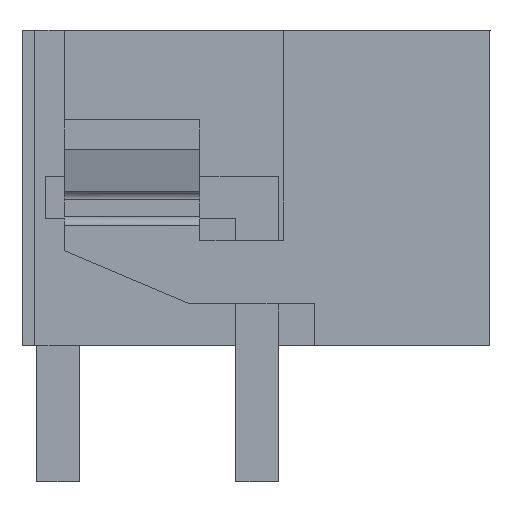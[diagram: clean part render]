
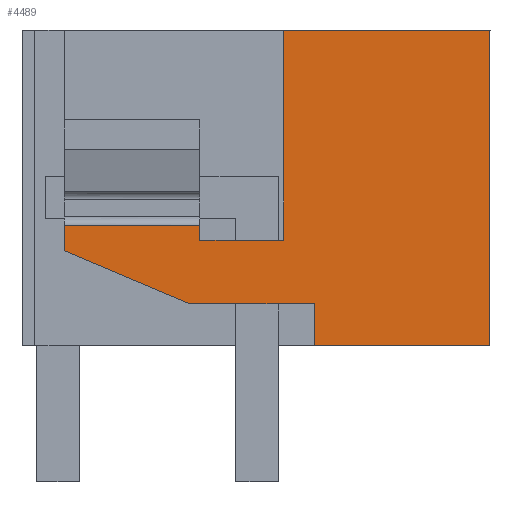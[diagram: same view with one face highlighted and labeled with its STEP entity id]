
A CAD part, left-side view. The second image highlights one B-rep face of the part: STEP entity #4489.
In plain terms, the highlighted planar face has unit normal (-1, 0, 0).
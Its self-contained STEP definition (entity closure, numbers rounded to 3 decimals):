
#4420=AXIS2_PLACEMENT_3D('Plane Axis2P3D',#4417,#4418,#4419) ;
#88=CARTESIAN_POINT('Vertex',(0.,0.,3.2)) ;
#93=CARTESIAN_POINT('Line Origine',(0.,2.075,3.2)) ;
#97=CARTESIAN_POINT('Vertex',(0.,4.15,3.2)) ;
#1551=CARTESIAN_POINT('Vertex',(0.,4.875,10.65)) ;
#1554=CARTESIAN_POINT('Line Origine',(0.,2.437,10.65)) ;
#1558=CARTESIAN_POINT('Vertex',(0.,0.,10.65)) ;
#4310=CARTESIAN_POINT('Line Origine',(0.,0.,6.925)) ;
#4417=CARTESIAN_POINT('Axis2P3D Location',(0.,11.05,0.)) ;
#4422=CARTESIAN_POINT('Line Origine',(0.,4.875,8.175)) ;
#4426=CARTESIAN_POINT('Vertex',(0.,4.875,5.7)) ;
#4429=CARTESIAN_POINT('Line Origine',(0.,5.863,5.7)) ;
#4433=CARTESIAN_POINT('Vertex',(0.,6.85,5.7)) ;
#4436=CARTESIAN_POINT('Line Origine',(0.,6.85,5.875)) ;
#4440=CARTESIAN_POINT('Vertex',(0.,6.85,6.05)) ;
#4443=CARTESIAN_POINT('Line Origine',(0.,8.45,6.05)) ;
#4447=CARTESIAN_POINT('Vertex',(0.,10.05,6.05)) ;
#4450=CARTESIAN_POINT('Line Origine',(0.,10.05,5.75)) ;
#4454=CARTESIAN_POINT('Vertex',(0.,10.05,5.45)) ;
#4457=CARTESIAN_POINT('Line Origine',(0.,8.571,4.823)) ;
#4461=CARTESIAN_POINT('Vertex',(0.,7.092,4.197)) ;
#4464=CARTESIAN_POINT('Line Origine',(0.,5.621,4.197)) ;
#4468=CARTESIAN_POINT('Vertex',(0.,4.15,4.197)) ;
#4471=CARTESIAN_POINT('Line Origine',(0.,4.15,3.698)) ;
#94=DIRECTION('Vector Direction',(0.,1.,0.)) ;
#1555=DIRECTION('Vector Direction',(0.,-1.,0.)) ;
#4311=DIRECTION('Vector Direction',(0.,0.,-1.)) ;
#4418=DIRECTION('Axis2P3D Direction',(-1.,0.,0.)) ;
#4419=DIRECTION('Axis2P3D XDirection',(0.,-1.,0.)) ;
#4423=DIRECTION('Vector Direction',(0.,0.,1.)) ;
#4430=DIRECTION('Vector Direction',(0.,1.,0.)) ;
#4437=DIRECTION('Vector Direction',(0.,0.,1.)) ;
#4444=DIRECTION('Vector Direction',(0.,-1.,0.)) ;
#4451=DIRECTION('Vector Direction',(0.,0.,-1.)) ;
#4458=DIRECTION('Vector Direction',(0.,0.921,0.39)) ;
#4465=DIRECTION('Vector Direction',(0.,-1.,0.)) ;
#4472=DIRECTION('Vector Direction',(0.,0.,-1.)) ;
#95=VECTOR('Line Direction',#94,1.) ;
#1556=VECTOR('Line Direction',#1555,1.) ;
#4312=VECTOR('Line Direction',#4311,1.) ;
#4424=VECTOR('Line Direction',#4423,1.) ;
#4431=VECTOR('Line Direction',#4430,1.) ;
#4438=VECTOR('Line Direction',#4437,1.) ;
#4445=VECTOR('Line Direction',#4444,1.) ;
#4452=VECTOR('Line Direction',#4451,1.) ;
#4459=VECTOR('Line Direction',#4458,1.) ;
#4466=VECTOR('Line Direction',#4465,1.) ;
#4473=VECTOR('Line Direction',#4472,1.) ;
#4477=ORIENTED_EDGE('',*,*,#99,.T.) ;
#4478=ORIENTED_EDGE('',*,*,#4314,.T.) ;
#4479=ORIENTED_EDGE('',*,*,#1560,.T.) ;
#4480=ORIENTED_EDGE('',*,*,#4428,.T.) ;
#4481=ORIENTED_EDGE('',*,*,#4435,.T.) ;
#4482=ORIENTED_EDGE('',*,*,#4442,.T.) ;
#4483=ORIENTED_EDGE('',*,*,#4449,.F.) ;
#4484=ORIENTED_EDGE('',*,*,#4456,.T.) ;
#4485=ORIENTED_EDGE('',*,*,#4463,.T.) ;
#4486=ORIENTED_EDGE('',*,*,#4470,.T.) ;
#4487=ORIENTED_EDGE('',*,*,#4475,.T.) ;
#4489=ADVANCED_FACE('HOUSING',(#4488),#4421,.T.) ;
#99=EDGE_CURVE('',#98,#89,#96,.F.) ;
#1560=EDGE_CURVE('',#1559,#1552,#1557,.F.) ;
#4314=EDGE_CURVE('',#89,#1559,#4313,.F.) ;
#4428=EDGE_CURVE('',#1552,#4427,#4425,.F.) ;
#4435=EDGE_CURVE('',#4427,#4434,#4432,.T.) ;
#4442=EDGE_CURVE('',#4434,#4441,#4439,.T.) ;
#4449=EDGE_CURVE('',#4448,#4441,#4446,.T.) ;
#4456=EDGE_CURVE('',#4448,#4455,#4453,.T.) ;
#4463=EDGE_CURVE('',#4455,#4462,#4460,.F.) ;
#4470=EDGE_CURVE('',#4462,#4469,#4467,.T.) ;
#4475=EDGE_CURVE('',#4469,#98,#4474,.T.) ;
#4476=EDGE_LOOP('',(#4477,#4478,#4479,#4480,#4481,#4482,#4483,#4484,#4485,#4486,#4487)) ;
#4488=FACE_OUTER_BOUND('',#4476,.T.) ;
#96=LINE('Line',#93,#95) ;
#1557=LINE('Line',#1554,#1556) ;
#4313=LINE('Line',#4310,#4312) ;
#4425=LINE('Line',#4422,#4424) ;
#4432=LINE('Line',#4429,#4431) ;
#4439=LINE('Line',#4436,#4438) ;
#4446=LINE('Line',#4443,#4445) ;
#4453=LINE('Line',#4450,#4452) ;
#4460=LINE('Line',#4457,#4459) ;
#4467=LINE('Line',#4464,#4466) ;
#4474=LINE('Line',#4471,#4473) ;
#4421=PLANE('',#4420) ;
#89=VERTEX_POINT('',#88) ;
#98=VERTEX_POINT('',#97) ;
#1552=VERTEX_POINT('',#1551) ;
#1559=VERTEX_POINT('',#1558) ;
#4427=VERTEX_POINT('',#4426) ;
#4434=VERTEX_POINT('',#4433) ;
#4441=VERTEX_POINT('',#4440) ;
#4448=VERTEX_POINT('',#4447) ;
#4455=VERTEX_POINT('',#4454) ;
#4462=VERTEX_POINT('',#4461) ;
#4469=VERTEX_POINT('',#4468) ;
